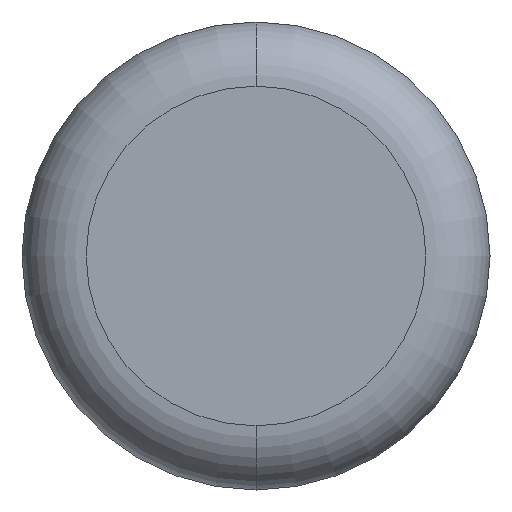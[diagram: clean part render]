
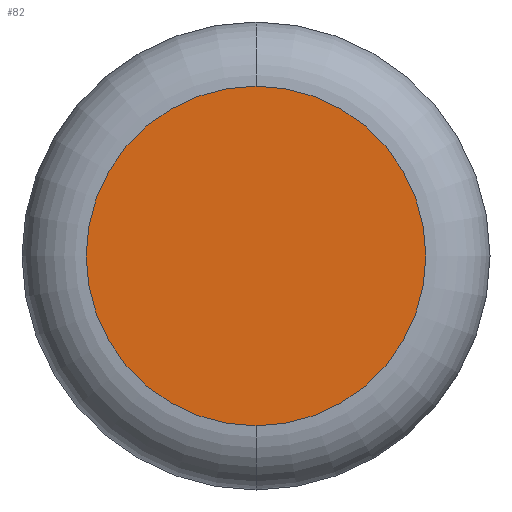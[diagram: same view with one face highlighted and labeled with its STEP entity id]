
A CAD part, front view. The second image highlights one B-rep face of the part: STEP entity #82.
In plain terms, the highlighted planar face has unit normal (0, -1, 0).
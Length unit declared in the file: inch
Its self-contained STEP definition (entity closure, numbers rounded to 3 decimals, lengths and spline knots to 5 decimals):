
#11 = CARTESIAN_POINT ( 'NONE',  ( 0., 0., 0.15875 ) ) ;
#45 = EDGE_CURVE ( 'NONE', #219, #362, #136, .T. ) ;
#48 = CARTESIAN_POINT ( 'NONE',  ( 0., 0., 0. ) ) ;
#50 = FACE_OUTER_BOUND ( 'NONE', #123, .T. ) ;
#60 = AXIS2_PLACEMENT_3D ( 'NONE', #277, #349, #79 ) ;
#79 = DIRECTION ( 'NONE',  ( 0., 0., -1. ) ) ;
#82 = ADVANCED_FACE ( 'NONE', ( #50 ), #395, .T. ) ;
#89 = CARTESIAN_POINT ( 'NONE',  ( 0., 0., -0.15875 ) ) ;
#97 = ORIENTED_EDGE ( 'NONE', *, *, #328, .T. ) ;
#106 = DIRECTION ( 'NONE',  ( 0., 0., -1. ) ) ;
#123 = EDGE_LOOP ( 'NONE', ( #97, #158 ) ) ;
#136 = CIRCLE ( 'NONE', #356, 0.15875 ) ;
#158 = ORIENTED_EDGE ( 'NONE', *, *, #45, .T. ) ;
#204 = DIRECTION ( 'NONE',  ( 0., 0., -1. ) ) ;
#219 = VERTEX_POINT ( 'NONE', #11 ) ;
#275 = CARTESIAN_POINT ( 'NONE',  ( 0., 0., 0. ) ) ;
#277 = CARTESIAN_POINT ( 'NONE',  ( 0., 0., 0. ) ) ;
#310 = DIRECTION ( 'NONE',  ( 0., -1., 0. ) ) ;
#328 = EDGE_CURVE ( 'NONE', #362, #219, #335, .T. ) ;
#335 = CIRCLE ( 'NONE', #60, 0.15875 ) ;
#349 = DIRECTION ( 'NONE',  ( 0., -1., 0. ) ) ;
#356 = AXIS2_PLACEMENT_3D ( 'NONE', #48, #377, #106 ) ;
#362 = VERTEX_POINT ( 'NONE', #89 ) ;
#377 = DIRECTION ( 'NONE',  ( 0., -1., 0. ) ) ;
#380 = AXIS2_PLACEMENT_3D ( 'NONE', #275, #310, #204 ) ;
#395 = PLANE ( 'NONE',  #380 ) ;
